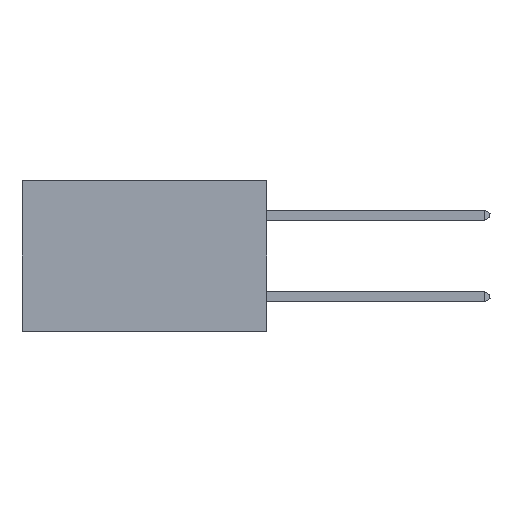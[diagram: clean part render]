
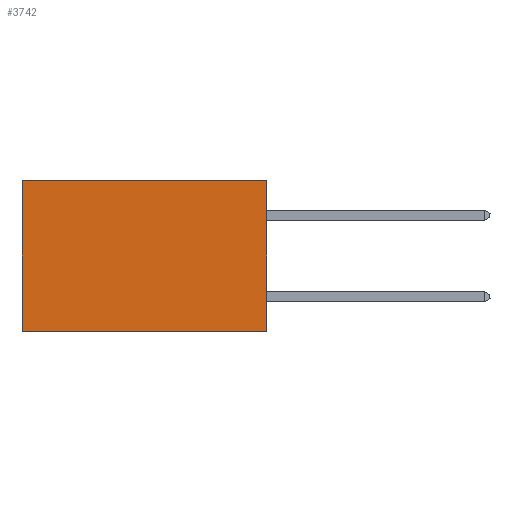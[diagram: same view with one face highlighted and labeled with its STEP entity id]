
A CAD part, left-side view. The second image highlights one B-rep face of the part: STEP entity #3742.
In plain terms, the highlighted planar face has unit normal (-1, 0, 0).
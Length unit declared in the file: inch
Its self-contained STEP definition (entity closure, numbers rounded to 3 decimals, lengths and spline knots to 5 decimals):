
#2418 = ORIENTED_EDGE ( 'NONE', *, *, #11644, .T. ) ;
#3742 = ADVANCED_FACE ( 'NONE', ( #21245 ), #13643, .F. ) ;
#3860 = ORIENTED_EDGE ( 'NONE', *, *, #9716, .F. ) ;
#4551 = EDGE_CURVE ( 'NONE', #8399, #23911, #14027, .T. ) ;
#4560 = CARTESIAN_POINT ( 'NONE',  ( 0.2875, 0., -0.37 ) ) ;
#4577 = EDGE_CURVE ( 'NONE', #8399, #21873, #13440, .T. ) ;
#4611 = ORIENTED_EDGE ( 'NONE', *, *, #4551, .T. ) ;
#4729 = CARTESIAN_POINT ( 'NONE',  ( 0.2875, 0.6, -0.37 ) ) ;
#6620 = CARTESIAN_POINT ( 'NONE',  ( 0.2875, 0., 0. ) ) ;
#7048 = EDGE_LOOP ( 'NONE', ( #2418, #3860, #12536, #4611 ) ) ;
#7183 = CARTESIAN_POINT ( 'NONE',  ( 0.2875, 0.6, 0. ) ) ;
#8399 = VERTEX_POINT ( 'NONE', #21447 ) ;
#8945 = VECTOR ( 'NONE', #18112, 39.37008 ) ;
#9138 = LINE ( 'NONE', #4560, #13031 ) ;
#9716 = EDGE_CURVE ( 'NONE', #21873, #13929, #9138, .T. ) ;
#11644 = EDGE_CURVE ( 'NONE', #23911, #13929, #20113, .T. ) ;
#12536 = ORIENTED_EDGE ( 'NONE', *, *, #4577, .F. ) ;
#13031 = VECTOR ( 'NONE', #20006, 39.37008 ) ;
#13440 = LINE ( 'NONE', #6620, #19143 ) ;
#13643 = PLANE ( 'NONE',  #13910 ) ;
#13910 = AXIS2_PLACEMENT_3D ( 'NONE', #18717, #19124, #19074 ) ;
#13929 = VERTEX_POINT ( 'NONE', #4729 ) ;
#14027 = LINE ( 'NONE', #14237, #8945 ) ;
#14237 = CARTESIAN_POINT ( 'NONE',  ( 0.2875, 0., 0. ) ) ;
#14426 = VECTOR ( 'NONE', #22502, 39.37008 ) ;
#15149 = CARTESIAN_POINT ( 'NONE',  ( 0.2875, 0., -0.37 ) ) ;
#18112 = DIRECTION ( 'NONE',  ( 0., 1., 0. ) ) ;
#18717 = CARTESIAN_POINT ( 'NONE',  ( 0.2875, 0., 0. ) ) ;
#19074 = DIRECTION ( 'NONE',  ( 0., 0., -1. ) ) ;
#19124 = DIRECTION ( 'NONE',  ( 1., 0., 0. ) ) ;
#19143 = VECTOR ( 'NONE', #20091, 39.37008 ) ;
#20006 = DIRECTION ( 'NONE',  ( 0., 1., 0. ) ) ;
#20091 = DIRECTION ( 'NONE',  ( 0., 0., -1. ) ) ;
#20113 = LINE ( 'NONE', #7183, #14426 ) ;
#21245 = FACE_OUTER_BOUND ( 'NONE', #7048, .T. ) ;
#21447 = CARTESIAN_POINT ( 'NONE',  ( 0.2875, 0., 0. ) ) ;
#21873 = VERTEX_POINT ( 'NONE', #15149 ) ;
#21998 = CARTESIAN_POINT ( 'NONE',  ( 0.2875, 0.6, 0. ) ) ;
#22502 = DIRECTION ( 'NONE',  ( 0., 0., -1. ) ) ;
#23911 = VERTEX_POINT ( 'NONE', #21998 ) ;
